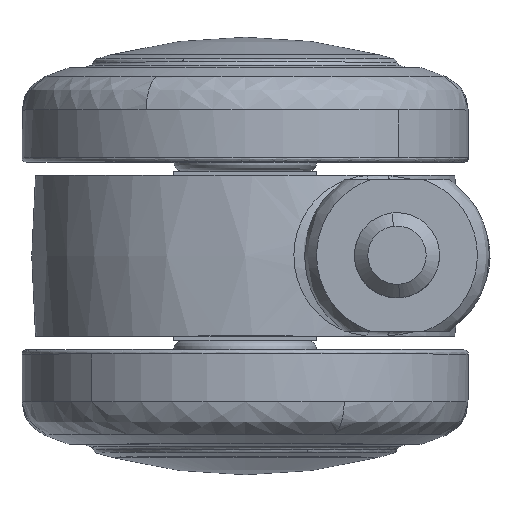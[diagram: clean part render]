
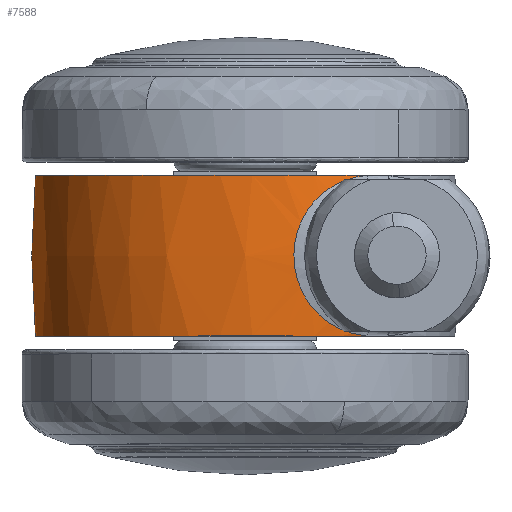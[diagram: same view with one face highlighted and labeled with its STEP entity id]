
A CAD part, top view. The second image highlights one B-rep face of the part: STEP entity #7588.
In plain terms, the highlighted free-form (B-spline) face has degree [2, 2] with [3, 7] control points.
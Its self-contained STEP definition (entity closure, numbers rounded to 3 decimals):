
#6236=CARTESIAN_POINT('',(13.588,9.0,19.173));
#6237=VERTEX_POINT('',#6236);
#6448=CARTESIAN_POINT('',(13.627,-9.,19.146));
#6449=VERTEX_POINT('',#6448);
#6450=CARTESIAN_POINT('',(13.627,-9.,19.146));
#6451=CARTESIAN_POINT('',(13.486,-8.984,19.247));
#6452=CARTESIAN_POINT('',(13.207,-8.952,19.446));
#6453=CARTESIAN_POINT('',(12.789,-8.881,19.73));
#6454=CARTESIAN_POINT('',(12.377,-8.795,20.));
#6455=CARTESIAN_POINT('',(11.971,-8.692,20.256));
#6456=CARTESIAN_POINT('',(11.573,-8.573,20.498));
#6457=CARTESIAN_POINT('',(11.183,-8.436,20.726));
#6458=CARTESIAN_POINT('',(10.801,-8.282,20.942));
#6459=CARTESIAN_POINT('',(10.428,-8.112,21.146));
#6460=CARTESIAN_POINT('',(10.064,-7.925,21.338));
#6461=CARTESIAN_POINT('',(9.709,-7.721,21.52));
#6462=CARTESIAN_POINT('',(9.365,-7.499,21.69));
#6463=CARTESIAN_POINT('',(9.03,-7.261,21.851));
#6464=CARTESIAN_POINT('',(8.705,-7.006,22.002));
#6465=CARTESIAN_POINT('',(8.053,-6.441,22.296));
#6466=CARTESIAN_POINT('',(7.149,-5.441,22.67));
#6467=CARTESIAN_POINT('',(6.21,-3.818,23.02));
#6468=CARTESIAN_POINT('',(5.594,-1.984,23.23));
#6469=CARTESIAN_POINT('',(5.388,-0.017,23.297));
#6470=CARTESIAN_POINT('',(5.584,1.952,23.233));
#6471=CARTESIAN_POINT('',(6.192,3.787,23.026));
#6472=CARTESIAN_POINT('',(7.122,5.413,22.68));
#6473=CARTESIAN_POINT('',(8.115,6.522,22.27));
#6474=CARTESIAN_POINT('',(8.992,7.251,21.871));
#6475=CARTESIAN_POINT('',(9.675,7.716,21.539));
#6476=CARTESIAN_POINT('',(10.396,8.112,21.166));
#6477=CARTESIAN_POINT('',(11.154,8.441,20.747));
#6478=CARTESIAN_POINT('',(11.943,8.699,20.277));
#6479=CARTESIAN_POINT('',(12.762,8.893,19.755));
#6480=CARTESIAN_POINT('',(13.309,8.964,19.37));
#6481=CARTESIAN_POINT('',(13.588,9.0,19.173));
#6482=B_SPLINE_CURVE_WITH_KNOTS('',3,(#6450,#6451,#6452,#6453,#6454,#6455,#6456,#6457,#6458,#6459,#6460,#6461,#6462,#6463,#6464,#6465,#6466,#6467,#6468,#6469,#6470,#6471,#6472,#6473,#6474,#6475,#6476,#6477,#6478,#6479,#6480,#6481),.UNSPECIFIED.,.F.,.U.,(4,1,1,1,1,1,1,1,1,1,1,1,1,1,1,1,1,1,1,1,1,1,1,1,1,1,1,1,1,4),(0.0,0.018,0.036,0.054,0.071,0.088,0.105,0.121,0.137,0.153,0.169,0.184,0.2,0.215,0.231,0.296,0.362,0.431,0.5,0.569,0.638,0.704,0.769,0.8,0.831,0.863,0.896,0.929,0.964,1.),.UNSPECIFIED.);
#6483=EDGE_CURVE('',#6449,#6237,#6482,.T.);
#7323=CARTESIAN_POINT('',(-22.271,-9.0,-7.5));
#7324=VERTEX_POINT('',#7323);
#7330=CARTESIAN_POINT('',(-22.271,9.0,-7.5));
#7331=VERTEX_POINT('',#7330);
#7332=CARTESIAN_POINT('',(-22.271,9.0,-7.5));
#7333=CARTESIAN_POINT('',(-22.326,8.421,-7.5));
#7334=CARTESIAN_POINT('',(-22.376,7.842,-7.5));
#7335=CARTESIAN_POINT('',(-22.608,4.822,-7.5));
#7336=CARTESIAN_POINT('',(-22.701,2.372,-7.5));
#7337=CARTESIAN_POINT('',(-22.698,-1.322,-7.5));
#7338=CARTESIAN_POINT('',(-22.673,-2.556,-7.5));
#7339=CARTESIAN_POINT('',(-22.611,-4.102,-7.5));
#7340=CARTESIAN_POINT('',(-22.597,-4.412,-7.5));
#7341=CARTESIAN_POINT('',(-22.566,-5.03,-7.5));
#7342=CARTESIAN_POINT('',(-22.515,-5.956,-7.5));
#7343=CARTESIAN_POINT('',(-22.451,-6.879,-7.5));
#7344=CARTESIAN_POINT('',(-22.363,-7.996,-7.5));
#7345=CARTESIAN_POINT('',(-22.319,-8.499,-7.5));
#7346=CARTESIAN_POINT('',(-22.271,-9.0,-7.5));
#7347=B_SPLINE_CURVE_WITH_KNOTS('',3,(#7332,#7333,#7334,#7335,#7336,#7337,#7338,#7339,#7340,#7341,#7342,#7343,#7344,#7345,#7346),.UNSPECIFIED.,.F.,.U.,(4,2,2,2,2,1,2,4),(0.461,0.469,0.5,0.516,0.52,0.523,0.531,0.538),.UNSPECIFIED.);
#7348=EDGE_CURVE('',#7331,#7324,#7347,.T.);
#7425=CARTESIAN_POINT('',(-22.271,-9.0,-7.5));
#7426=CARTESIAN_POINT('',(-27.723,-9.,8.689));
#7427=CARTESIAN_POINT('',(-14.006,-9.,18.87));
#7428=CARTESIAN_POINT('',(-0.29,-9.,29.051));
#7429=CARTESIAN_POINT('',(13.627,-9.,19.146));
#7437=(BOUNDED_CURVE()B_SPLINE_CURVE(2,(#7425,#7426,#7427,#7428,#7429),.UNSPECIFIED.,.F.,.U.)B_SPLINE_CURVE_WITH_KNOTS((3,2,3),(0.0,0.5,1.0),.UNSPECIFIED.)CURVE()GEOMETRIC_REPRESENTATION_ITEM()RATIONAL_B_SPLINE_CURVE((1.0,0.809,1.0,0.809,1.0))REPRESENTATION_ITEM(''));
#7438=EDGE_CURVE('',#7324,#6449,#7437,.T.);
#7451=CARTESIAN_POINT('',(-22.271,9.0,-7.5));
#7452=CARTESIAN_POINT('',(-27.717,9.0,8.672));
#7453=CARTESIAN_POINT('',(-14.025,9.0,18.856));
#7454=CARTESIAN_POINT('',(-0.334,9.0,29.04));
#7455=CARTESIAN_POINT('',(13.588,9.0,19.173));
#7463=(BOUNDED_CURVE()B_SPLINE_CURVE(2,(#7451,#7452,#7453,#7454,#7455),.UNSPECIFIED.,.F.,.U.)B_SPLINE_CURVE_WITH_KNOTS((3,2,3),(0.0,0.5,1.0),.UNSPECIFIED.)CURVE()GEOMETRIC_REPRESENTATION_ITEM()RATIONAL_B_SPLINE_CURVE((1.0,0.809,1.0,0.809,1.0))REPRESENTATION_ITEM(''));
#7464=EDGE_CURVE('',#7331,#6237,#7463,.T.);
#7553=CARTESIAN_POINT('',(-21.334,9.895,-9.651));
#7554=CARTESIAN_POINT('',(-22.23,0.,-10.057));
#7555=CARTESIAN_POINT('',(-21.334,-9.895,-9.651));
#7556=CARTESIAN_POINT('',(-23.415,9.895,-5.05));
#7557=CARTESIAN_POINT('',(-24.399,0.,-5.262));
#7558=CARTESIAN_POINT('',(-23.415,-9.895,-5.05));
#7559=CARTESIAN_POINT('',(-23.415,9.895,0.0));
#7560=CARTESIAN_POINT('',(-24.399,0.,0.0));
#7561=CARTESIAN_POINT('',(-23.415,-9.895,0.0));
#7562=CARTESIAN_POINT('',(-23.415,9.895,23.415));
#7563=CARTESIAN_POINT('',(-24.399,0.,24.399));
#7564=CARTESIAN_POINT('',(-23.415,-9.895,23.415));
#7565=CARTESIAN_POINT('',(0.0,9.895,23.415));
#7566=CARTESIAN_POINT('',(0.0,0.,24.399));
#7567=CARTESIAN_POINT('',(0.0,-9.895,23.415));
#7568=CARTESIAN_POINT('',(8.363,9.895,23.415));
#7569=CARTESIAN_POINT('',(8.714,0.,24.399));
#7570=CARTESIAN_POINT('',(8.363,-9.895,23.415));
#7571=CARTESIAN_POINT('',(14.833,9.895,18.117));
#7572=CARTESIAN_POINT('',(15.457,0.,18.879));
#7573=CARTESIAN_POINT('',(14.833,-9.895,18.117));
#7581=(BOUNDED_SURFACE()B_SPLINE_SURFACE(2,2,((#7553,#7556,#7559,#7562,#7565,#7568,#7571),(#7554,#7557,#7560,#7563,#7566,#7569,#7572),(#7555,#7558,#7561,#7564,#7567,#7570,#7573)),.UNSPECIFIED.,.F.,.F.,.U.)B_SPLINE_SURFACE_WITH_KNOTS((3,3),(3,2,2,3),(0.0,19.838),(0.0,11.09,50.699,68.127),.UNSPECIFIED.)GEOMETRIC_REPRESENTATION_ITEM()RATIONAL_B_SPLINE_SURFACE(((0.778,0.81,0.883,0.624,0.883,0.769,0.755),(0.775,0.806,0.878,0.621,0.878,0.765,0.752),(0.778,0.81,0.883,0.624,0.883,0.769,0.755)))REPRESENTATION_ITEM('')SURFACE());
#7582=ORIENTED_EDGE('',*,*,#7438,.T.);
#7583=ORIENTED_EDGE('',*,*,#6483,.T.);
#7584=ORIENTED_EDGE('',*,*,#7464,.F.);
#7585=ORIENTED_EDGE('',*,*,#7348,.T.);
#7586=EDGE_LOOP('',(#7582,#7583,#7584,#7585));
#7587=FACE_OUTER_BOUND('',#7586,.T.);
#7588=ADVANCED_FACE('',(#7587),#7581,.T.);
